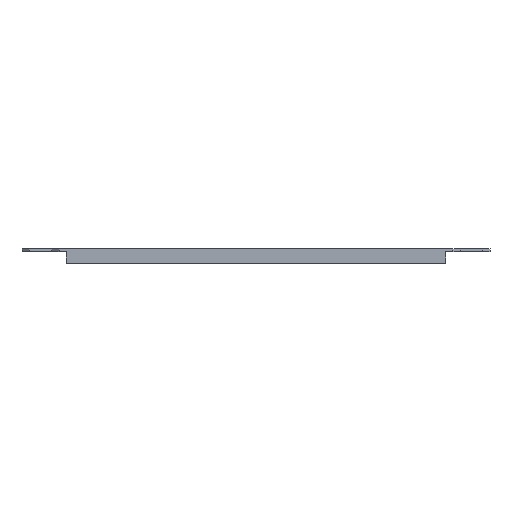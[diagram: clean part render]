
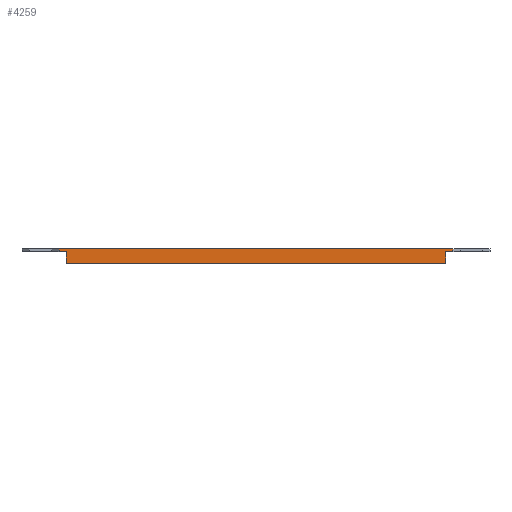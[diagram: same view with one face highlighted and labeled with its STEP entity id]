
A CAD part, front view. The second image highlights one B-rep face of the part: STEP entity #4259.
In plain terms, the highlighted planar face has unit normal (0, -1, 0).
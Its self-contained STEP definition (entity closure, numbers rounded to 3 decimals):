
#247=DIRECTION('',(1.,0.,0.));
#248=VECTOR('',#247,266.);
#249=CARTESIAN_POINT('',(1787.459,638.277,2.));
#250=LINE('',#249,#248);
#1824=DIRECTION('',(1.,0.,0.));
#1825=VECTOR('',#1824,256.);
#1826=CARTESIAN_POINT('',(1792.459,638.277,-8.));
#1827=LINE('',#1826,#1825);
#1831=DIRECTION('',(0.,0.,-1.));
#1832=VECTOR('',#1831,8.);
#1833=CARTESIAN_POINT('',(2048.459,638.277,0.));
#1834=LINE('',#1833,#1832);
#1852=DIRECTION('',(1.,0.,0.));
#1853=VECTOR('',#1852,5.);
#1854=CARTESIAN_POINT('',(2048.459,638.277,0.));
#1855=LINE('',#1854,#1853);
#1859=DIRECTION('',(0.,0.,-1.));
#1860=VECTOR('',#1859,8.);
#1861=CARTESIAN_POINT('',(1792.459,638.277,0.));
#1862=LINE('',#1861,#1860);
#1866=DIRECTION('',(1.,0.,0.));
#1867=VECTOR('',#1866,5.);
#1868=CARTESIAN_POINT('',(1787.459,638.277,0.));
#1869=LINE('',#1868,#1867);
#1873=DIRECTION('',(0.,0.,-1.));
#1874=VECTOR('',#1873,2.);
#1875=CARTESIAN_POINT('',(1787.459,638.277,2.));
#1876=LINE('',#1875,#1874);
#2027=DIRECTION('',(0.,0.,-1.));
#2028=VECTOR('',#2027,2.);
#2029=CARTESIAN_POINT('',(2053.459,638.277,2.));
#2030=LINE('',#2029,#2028);
#2202=CARTESIAN_POINT('',(2053.459,638.277,2.));
#2203=VERTEX_POINT('',#2202);
#2204=CARTESIAN_POINT('',(2053.459,638.277,0.));
#2205=VERTEX_POINT('',#2204);
#2206=CARTESIAN_POINT('',(1787.459,638.277,2.));
#2207=VERTEX_POINT('',#2206);
#2208=CARTESIAN_POINT('',(1787.459,638.277,0.));
#2209=VERTEX_POINT('',#2208);
#2510=CARTESIAN_POINT('',(2048.459,638.277,-8.));
#2512=VERTEX_POINT('',#2510);
#2516=CARTESIAN_POINT('',(1792.459,638.277,-8.));
#2517=VERTEX_POINT('',#2516);
#2526=CARTESIAN_POINT('',(2048.459,638.277,0.));
#2528=VERTEX_POINT('',#2526);
#2532=CARTESIAN_POINT('',(1792.459,638.277,0.));
#2533=VERTEX_POINT('',#2532);
#4242=CARTESIAN_POINT('',(1920.459,638.277,0.));
#4243=DIRECTION('',(0.,-1.,0.));
#4244=DIRECTION('',(1.,0.,0.));
#4245=AXIS2_PLACEMENT_3D('',#4242,#4243,#4244);
#4246=PLANE('',#4245);
#4247=ORIENTED_EDGE('',*,*,#2853,.F.);
#4248=ORIENTED_EDGE('',*,*,#4190,.T.);
#4249=ORIENTED_EDGE('',*,*,#4169,.F.);
#4250=ORIENTED_EDGE('',*,*,#4228,.F.);
#4251=ORIENTED_EDGE('',*,*,#2845,.F.);
#4253=ORIENTED_EDGE('',*,*,#4252,.F.);
#4254=ORIENTED_EDGE('',*,*,#2575,.T.);
#4256=ORIENTED_EDGE('',*,*,#4255,.T.);
#4257=EDGE_LOOP('',(#4247,#4248,#4249,#4250,#4251,#4253,#4254,#4256));
#4258=FACE_OUTER_BOUND('',#4257,.F.);
#2575=EDGE_CURVE('',#2207,#2203,#250,.T.);
#2845=EDGE_CURVE('',#2209,#2533,#1869,.T.);
#2853=EDGE_CURVE('',#2528,#2205,#1855,.T.);
#4169=EDGE_CURVE('',#2517,#2512,#1827,.T.);
#4190=EDGE_CURVE('',#2528,#2512,#1834,.T.);
#4228=EDGE_CURVE('',#2533,#2517,#1862,.T.);
#4252=EDGE_CURVE('',#2207,#2209,#1876,.T.);
#4255=EDGE_CURVE('',#2203,#2205,#2030,.T.);
#4259=ADVANCED_FACE('',(#4258),#4246,.T.);
